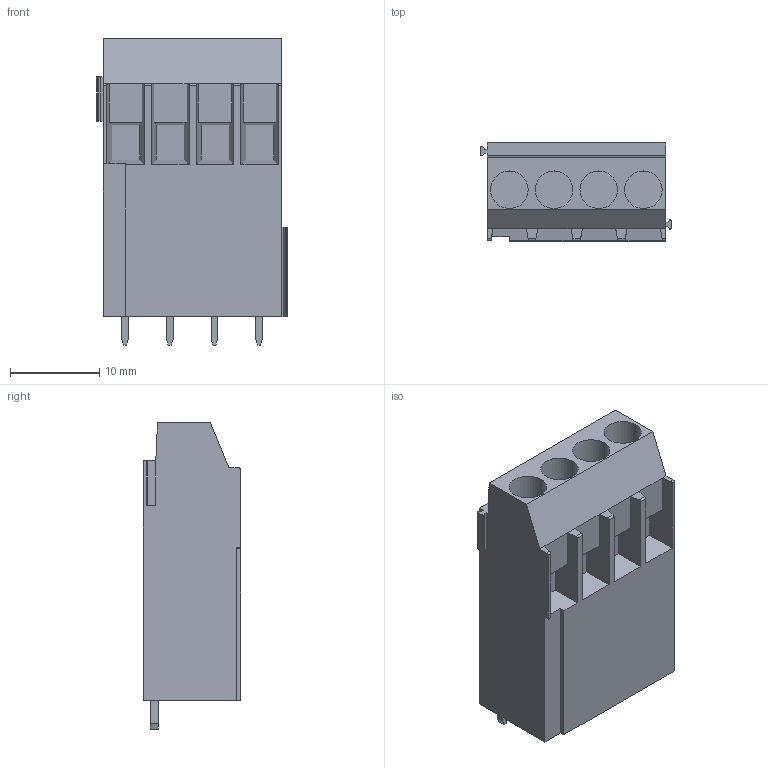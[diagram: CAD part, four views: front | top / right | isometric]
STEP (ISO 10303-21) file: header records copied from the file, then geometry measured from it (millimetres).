
FILE_DESCRIPTION(('CATIA V5 STEP Exchange','CAx-IF Rec.Pracs.--- Model Styling and Organization---1.2---2011-12-15'),'2;1');
FILE_NAME ('D1460861_0_1975270000_1975270000.stp','2018-09-07T05:31:03+00:00',('none'),('Weidmueller'),'CATIA Version 5-6 Release 2014','CATIA V5 STEP AP214','none');
FILE_SCHEMA(('AUTOMOTIVE_DESIGN { 1 0 10303 214 1 1 1 1 }'));
Length unit declared in the file: millimetre
Products named in the file (1): 1975270000
Bounding box: 21.28 x 10.94 x 34.3 mm (x, y, z)
Volume: 5970.5 mm3; surface area: 2688.9 mm2
Topology: 5 solids, 5 shells, 119 faces, 307 edges, 202 vertices
Faces by surface type: plane 94, cylinder 25
Entity records: 3367 total; most frequent: CARTESIAN_POINT 638, ORIENTED_EDGE 614, DIRECTION 443, EDGE_CURVE 307, VECTOR 241, LINE 241, VERTEX_POINT 202, AXIS2_PLACEMENT_3D 123
